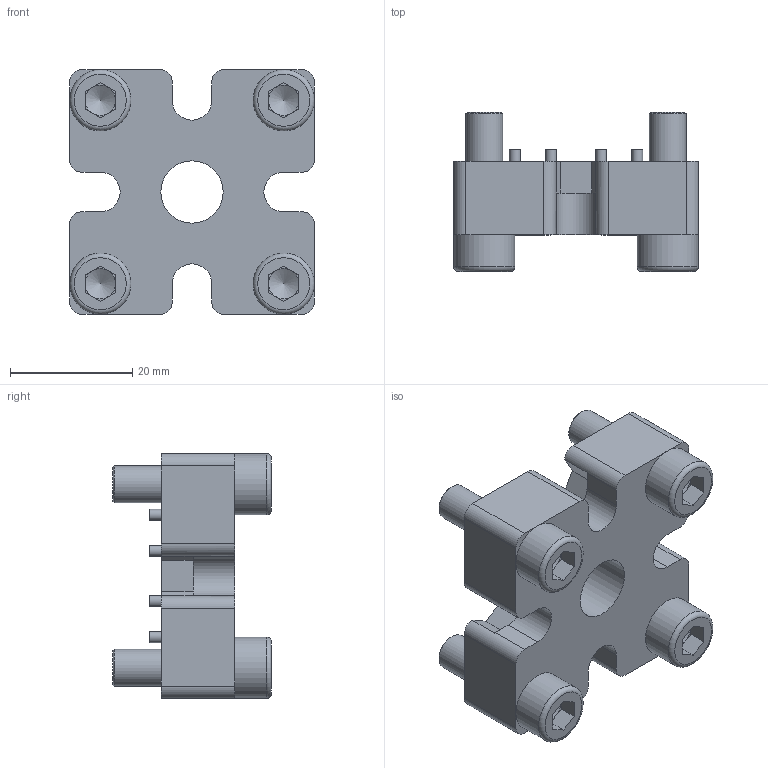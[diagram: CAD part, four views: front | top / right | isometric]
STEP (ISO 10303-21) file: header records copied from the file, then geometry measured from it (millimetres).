
FILE_DESCRIPTION(/* description */ ('Piastra profilo 40x40 per piedino M12 con viti'),/* implementation_level */ '2;1');
FILE_NAME(/* name */ 'MPB40-40.stp',/* time_stamp */ '2022-06-17T14:53:57+02:00',/* author */ ('USER'),/* organization */ ('Microsoft'),/* preprocessor_version */ 'ST-DEVELOPER v18.1',/* originating_system */ 'Autodesk Inventor 2021',/* authorisation */ '');
FILE_SCHEMA (('AUTOMOTIVE_DESIGN { 1 0 10303 214 3 1 1 }'));
Length unit declared in the file: millimetre
Products named in the file (1): MPB40-40
Bounding box: 40 x 26 x 40 mm (x, y, z)
Volume: 13706.4 mm3; surface area: 9250.2 mm2
Topology: 1 solids, 9 shells, 155 faces, 383 edges, 246 vertices
Faces by surface type: plane 106, cylinder 37, cone 8, torus 4
Full cylindrical faces by diameter (mm): 1.8 x8, 6 x4, 6.5 x4, 10 x4, 10.2 x1
Entity records: 4631 total; most frequent: DIRECTION 817, CARTESIAN_POINT 781, ORIENTED_EDGE 750, EDGE_CURVE 379, AXIS2_PLACEMENT_3D 282, LINE 253, VECTOR 253, VERTEX_POINT 246
